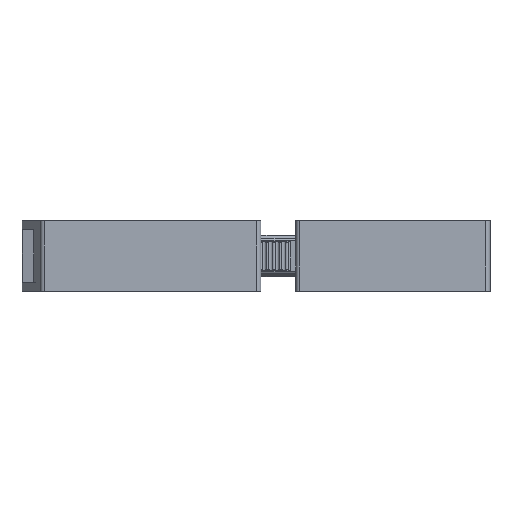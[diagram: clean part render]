
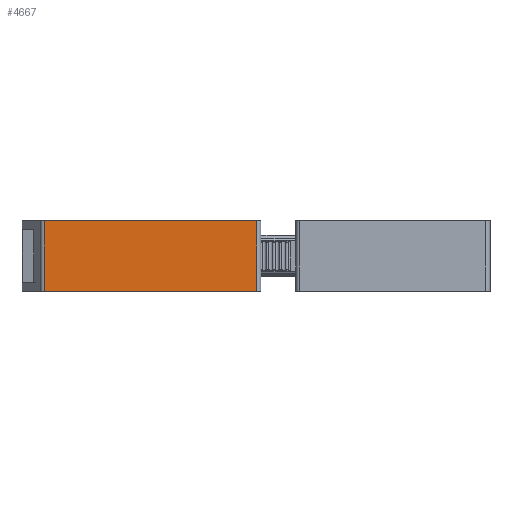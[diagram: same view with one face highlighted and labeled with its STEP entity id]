
A CAD part, front view. The second image highlights one B-rep face of the part: STEP entity #4667.
In plain terms, the highlighted planar face has unit normal (0, -1, 0).
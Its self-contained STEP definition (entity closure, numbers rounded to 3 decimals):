
#246=DIRECTION('',(1.,0.,0.));
#247=VECTOR('',#246,24.441);
#248=CARTESIAN_POINT('',(-24.941,-28.4,-4.05));
#249=LINE('',#248,#247);
#1776=DIRECTION('',(0.,0.,1.));
#1777=VECTOR('',#1776,8.1);
#1778=CARTESIAN_POINT('',(-24.941,-28.4,-4.05));
#1779=LINE('',#1778,#1777);
#1780=DIRECTION('',(1.,0.,0.));
#1781=VECTOR('',#1780,24.441);
#1782=CARTESIAN_POINT('',(-24.941,-28.4,4.05));
#1783=LINE('',#1782,#1781);
#1784=DIRECTION('',(0.,0.,-1.));
#1785=VECTOR('',#1784,8.1);
#1786=CARTESIAN_POINT('',(-0.5,-28.4,4.05));
#1787=LINE('',#1786,#1785);
#1903=CARTESIAN_POINT('',(-24.941,-28.4,-4.05));
#1905=VERTEX_POINT('',#1903);
#1908=CARTESIAN_POINT('',(-0.5,-28.4,-4.05));
#1910=VERTEX_POINT('',#1908);
#1911=CARTESIAN_POINT('',(-0.5,-28.4,4.05));
#1912=VERTEX_POINT('',#1911);
#1986=CARTESIAN_POINT('',(-24.941,-28.4,4.05));
#1988=VERTEX_POINT('',#1986);
#4655=CARTESIAN_POINT('',(-25.36,-28.4,4.05));
#4656=DIRECTION('',(0.,-1.,0.));
#4657=DIRECTION('',(1.,0.,0.));
#4658=AXIS2_PLACEMENT_3D('',#4655,#4656,#4657);
#4659=PLANE('',#4658);
#4661=ORIENTED_EDGE('',*,*,#4660,.T.);
#4662=ORIENTED_EDGE('',*,*,#2449,.T.);
#4663=ORIENTED_EDGE('',*,*,#4648,.T.);
#4664=ORIENTED_EDGE('',*,*,#2642,.F.);
#4665=EDGE_LOOP('',(#4661,#4662,#4663,#4664));
#4666=FACE_OUTER_BOUND('',#4665,.F.);
#4667=ADVANCED_FACE('',(#4666),#4659,.T.);
#2449=EDGE_CURVE('',#1988,#1912,#1783,.T.);
#2642=EDGE_CURVE('',#1905,#1910,#249,.T.);
#4648=EDGE_CURVE('',#1912,#1910,#1787,.T.);
#4660=EDGE_CURVE('',#1905,#1988,#1779,.T.);
